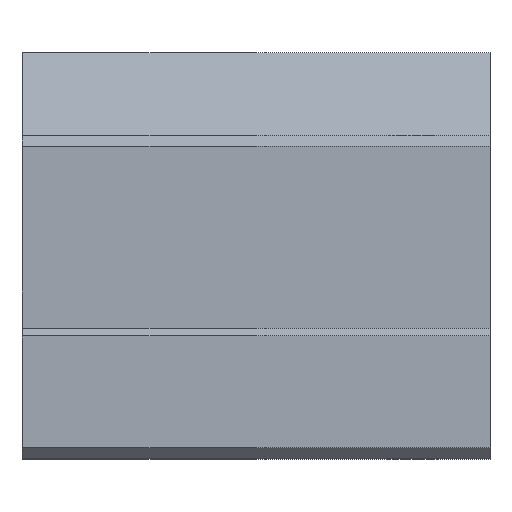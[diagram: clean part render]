
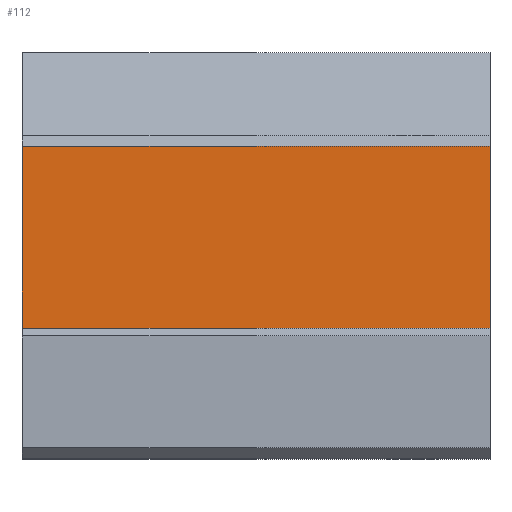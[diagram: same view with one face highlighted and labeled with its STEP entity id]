
A CAD part, top view. The second image highlights one B-rep face of the part: STEP entity #112.
In plain terms, the highlighted planar face has unit normal (0, 0, 1).
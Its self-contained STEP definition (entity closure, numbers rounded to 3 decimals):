
#112 = ADVANCED_FACE( '', ( #218 ), #219, .F. );
#218 = FACE_OUTER_BOUND( '', #331, .T. );
#219 = PLANE( '', #332 );
#331 = EDGE_LOOP( '', ( #578, #579, #580, #581 ) );
#332 = AXIS2_PLACEMENT_3D( '', #582, #583, #584 );
#578 = ORIENTED_EDGE( '', *, *, #747, .T. );
#579 = ORIENTED_EDGE( '', *, *, #748, .F. );
#580 = ORIENTED_EDGE( '', *, *, #749, .F. );
#581 = ORIENTED_EDGE( '', *, *, #745, .T. );
#582 = CARTESIAN_POINT( '', ( 90., 60., 49.5 ) );
#583 = DIRECTION( '', ( 0., 0., -1. ) );
#584 = DIRECTION( '', ( -1., 0., 0. ) );
#745 = EDGE_CURVE( '', #906, #904, #907, .T. );
#747 = EDGE_CURVE( '', #904, #909, #910, .T. );
#748 = EDGE_CURVE( '', #911, #909, #912, .T. );
#749 = EDGE_CURVE( '', #906, #911, #913, .T. );
#904 = VERTEX_POINT( '', #1128 );
#906 = VERTEX_POINT( '', #1131 );
#907 = LINE( '', #1132, #1133 );
#909 = VERTEX_POINT( '', #1136 );
#910 = LINE( '', #1137, #1138 );
#911 = VERTEX_POINT( '', #1139 );
#912 = LINE( '', #1140, #1141 );
#913 = LINE( '', #1142, #1143 );
#1128 = CARTESIAN_POINT( '', ( 0., 60., 49.5 ) );
#1131 = CARTESIAN_POINT( '', ( 90., 60., 49.5 ) );
#1132 = CARTESIAN_POINT( '', ( 90., 60., 49.5 ) );
#1133 = VECTOR( '', #1283, 1000. );
#1136 = CARTESIAN_POINT( '', ( 0., 25., 49.5 ) );
#1137 = CARTESIAN_POINT( '', ( 0., 60., 49.5 ) );
#1138 = VECTOR( '', #1285, 1000. );
#1139 = CARTESIAN_POINT( '', ( 90., 25., 49.5 ) );
#1140 = CARTESIAN_POINT( '', ( 90., 25., 49.5 ) );
#1141 = VECTOR( '', #1286, 1000. );
#1142 = CARTESIAN_POINT( '', ( 90., 60., 49.5 ) );
#1143 = VECTOR( '', #1287, 1000. );
#1283 = DIRECTION( '', ( -1., 0., 0. ) );
#1285 = DIRECTION( '', ( 0., -1., 0. ) );
#1286 = DIRECTION( '', ( -1., 0., 0. ) );
#1287 = DIRECTION( '', ( 0., -1., 0. ) );
